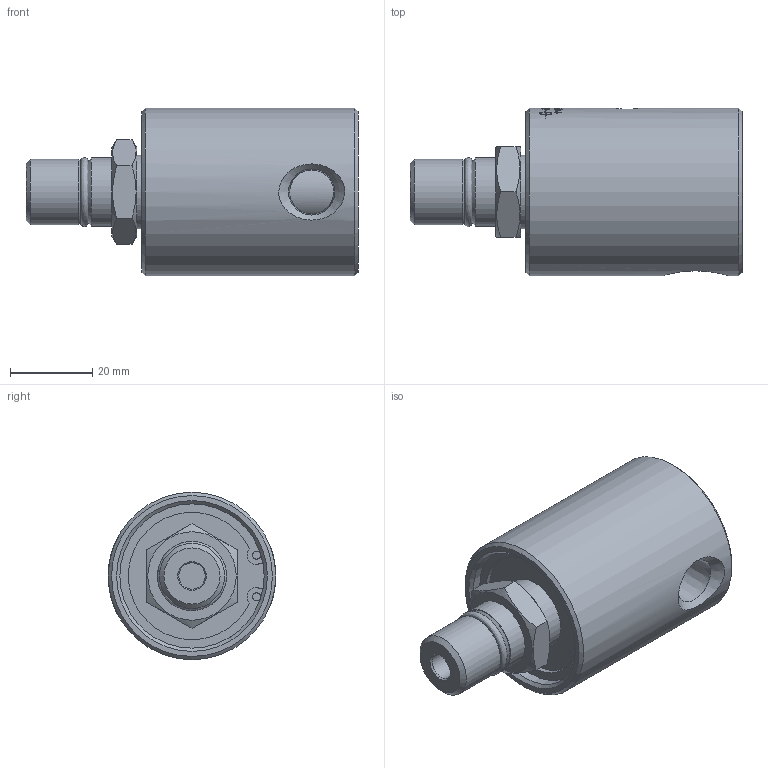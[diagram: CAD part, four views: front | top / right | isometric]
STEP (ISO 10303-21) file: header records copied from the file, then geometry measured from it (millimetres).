
FILE_DESCRIPTION(/* description */ (''),/* implementation_level */ '2;1');
FILE_NAME(/* name */ '1102-070-121-IC.stp',/* time_stamp */ '2020-05-13T15:55:10-05:00',/* author */ ('Moorera'),/* organization */ (''),/* preprocessor_version */ 'ST-DEVELOPER v18.1',/* originating_system */ 'Autodesk Inventor 2020',/* authorisation */ '');
FILE_SCHEMA (('AUTOMOTIVE_DESIGN { 1 0 10303 214 3 1 1 }'));
Products named in the file (1): 1102-070-121-IC
Bounding box: 80.68 x 40.71 x 40.71 mm (x, y, z)
Volume: 69924.1 mm3; surface area: 13218 mm2
Topology: 2 solids, 3 shells, 327 faces, 856 edges, 576 vertices
Faces by surface type: bspline 154, plane 110, cylinder 49, cone 12, sphere 1, torus 1
Full cylindrical faces by diameter (mm): 1.981 x2, 4.7 x1, 5.75 x1, 6 x1, 6.4 x1, 10.719 x1, 15.839 x1, 16.65 x1, 17.9 x1, 35.05 x1, 40.71 x1
Entity records: 45968 total; most frequent: CARTESIAN_POINT 38453, ORIENTED_EDGE 1712, DIRECTION 1190, EDGE_CURVE 856, VERTEX_POINT 576, AXIS2_PLACEMENT_3D 431, EDGE_LOOP 370, LINE 328
